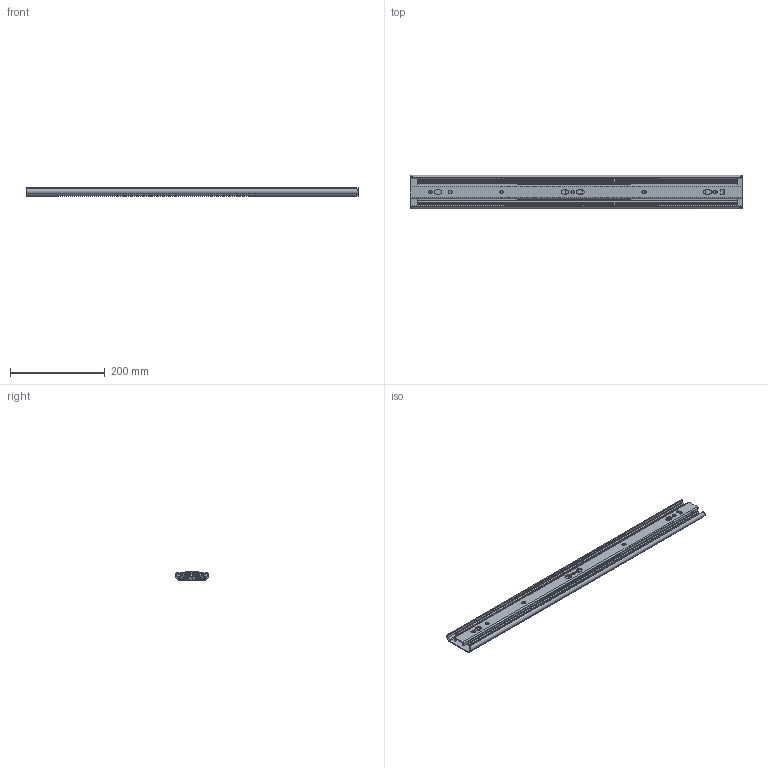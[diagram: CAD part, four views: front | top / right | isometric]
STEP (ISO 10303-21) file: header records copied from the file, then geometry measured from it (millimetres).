
FILE_DESCRIPTION(/* description */ ('TITAN-D- 700/750mm (18.5) Zinc-Magnesium'),/* implementation_level */ '2;1');
FILE_NAME(/* name */ 'M01-AA7_00_closed.stp',/* time_stamp */ '2025-09-08T15:00:20+02:00',/* author */ ('l.hoffmann'),/* organization */ (''),/* preprocessor_version */ 'ST-DEVELOPER v20',/* originating_system */ 'Autodesk Inventor 2022',/* authorisation */ '');
FILE_SCHEMA (('AUTOMOTIVE_DESIGN { 1 0 10303 214 3 1 1 }'));
Products named in the file (14): M01-F63; 511-M01-F63-TM1; 511-M01-F63-TM1_1; E000172906; E000172903; E000172902; 512-M01-F63-TM2; 512-M01-F63-TM2_1; E000172915; E000172893; E000172913; E000172912; 514-M01-F63-TM3; 514-M01-F63-TM3_1
Assembly tree (45 placements, depth 3):
  M01-F63
    511-M01-F63-TM1
      511-M01-F63-TM1_1
    E000172906
      E000172893
      E000172903
      E000172902  x18
    512-M01-F63-TM2
      512-M01-F63-TM2_1
    E000172915
      E000172893
      E000172913
      E000172912  x15
    514-M01-F63-TM3
      514-M01-F63-TM3_1
Bounding box: 700 x 70.9 x 18.4 mm (x, y, z)
Volume: 347401.3 mm3; surface area: 416217.5 mm2
Topology: 71 solids, 71 shells, 1668 faces, 5007 edges, 3344 vertices
Faces by surface type: plane 787, cylinder 761, sphere 66, cone 54
Full cylindrical faces by diameter (mm): 7.9 x30, 8 x3, 9 x36, 13 x2
Entity records: 57801 total; most frequent: CARTESIAN_POINT 12083, ORIENTED_EDGE 9626, DIRECTION 9437, EDGE_CURVE 4813, VERTEX_POINT 3210, AXIS2_PLACEMENT_3D 3206, LINE 3025, VECTOR 3025
